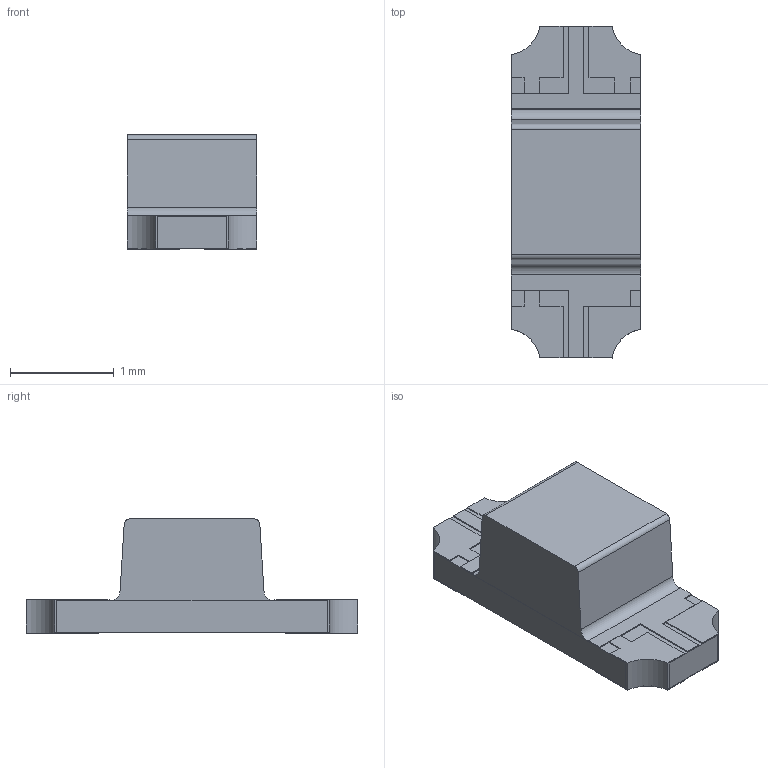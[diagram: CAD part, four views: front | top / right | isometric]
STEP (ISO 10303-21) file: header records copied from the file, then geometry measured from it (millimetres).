
FILE_DESCRIPTION(('HOOPS Exchange Step'),'2;1');
FILE_NAME('temp_export.step','2020-05-07T19:43:46+17:00',('mobile'),('Shapr3D Limited'),'HOOPS Exchange 2018.1','Shapr3D','Authorized');
FILE_SCHEMA( ('AP203_CONFIGURATION_CONTROLLED_3D_DESIGN_OF_MECHANICAL_PARTS_AND_ASSEMBLIES_MIM_LF') );
Length unit declared in the file: millimetre
Products named in the file (1): temp_export.x_b
Bounding box: 1.25 x 3.2 x 1.1 mm (x, y, z)
Volume: 2.5 mm3; surface area: 25.6 mm2
Topology: 9 solids, 9 shells, 123 faces, 315 edges, 210 vertices
Faces by surface type: plane 103, cylinder 20
Entity records: 3772 total; most frequent: CARTESIAN_POINT 649, ORIENTED_EDGE 630, DIRECTION 603, EDGE_CURVE 315, VECTOR 275, LINE 275, VERTEX_POINT 210, AXIS2_PLACEMENT_3D 164
